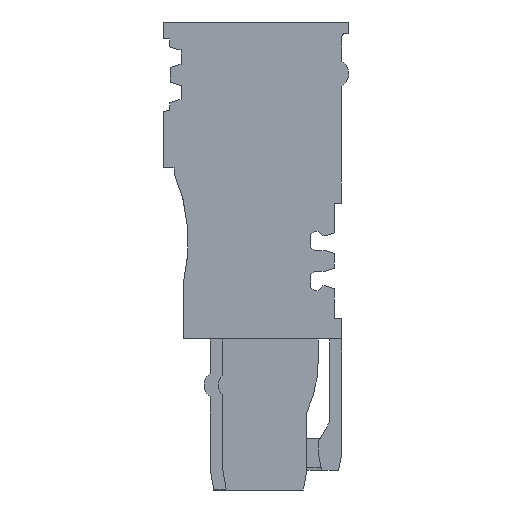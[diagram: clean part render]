
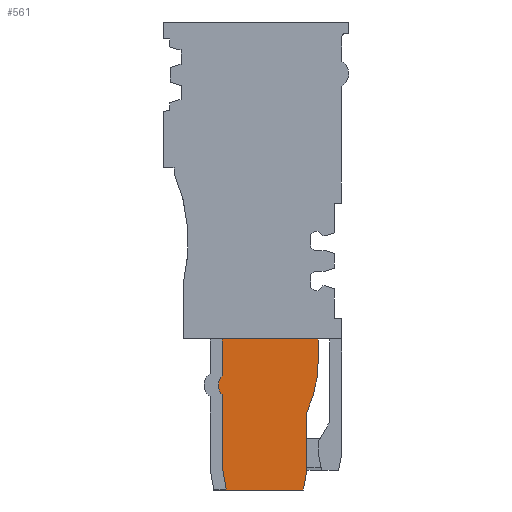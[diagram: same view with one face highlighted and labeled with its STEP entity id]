
A CAD part, left-side view. The second image highlights one B-rep face of the part: STEP entity #561.
In plain terms, the highlighted planar face has unit normal (-1, 0, 0).
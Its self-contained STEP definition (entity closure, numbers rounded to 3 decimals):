
#480=AXIS2_PLACEMENT_3D('Circle Axis2P3D',#478,#479,$) ;
#493=AXIS2_PLACEMENT_3D('Plane Axis2P3D',#490,#491,#492) ;
#506=AXIS2_PLACEMENT_3D('Circle Axis2P3D',#504,#505,$) ;
#160=CARTESIAN_POINT('Vertex',(0.7,3.65,6.755)) ;
#163=CARTESIAN_POINT('Line Origine',(0.7,3.65,4.228)) ;
#167=CARTESIAN_POINT('Vertex',(0.7,3.65,1.701)) ;
#475=CARTESIAN_POINT('Vertex',(0.7,2.65,11.337)) ;
#478=CARTESIAN_POINT('Axis2P3D Location',(0.7,13.686,11.345)) ;
#490=CARTESIAN_POINT('Axis2P3D Location',(0.7,13.686,11.345)) ;
#495=CARTESIAN_POINT('Line Origine',(0.7,11.,11.561)) ;
#499=CARTESIAN_POINT('Vertex',(0.7,11.,13.15)) ;
#501=CARTESIAN_POINT('Vertex',(0.7,11.,9.972)) ;
#504=CARTESIAN_POINT('Axis2P3D Location',(0.7,10.15,9.125)) ;
#508=CARTESIAN_POINT('Vertex',(0.7,11.,8.278)) ;
#511=CARTESIAN_POINT('Line Origine',(0.7,11.,5.097)) ;
#515=CARTESIAN_POINT('Vertex',(0.7,11.,1.916)) ;
#518=CARTESIAN_POINT('Line Origine',(0.7,10.831,0.958)) ;
#522=CARTESIAN_POINT('Vertex',(0.7,10.662,0.)) ;
#525=CARTESIAN_POINT('Line Origine',(0.7,7.306,0.)) ;
#529=CARTESIAN_POINT('Vertex',(0.7,3.95,0.)) ;
#532=CARTESIAN_POINT('Line Origine',(0.7,3.8,0.851)) ;
#537=CARTESIAN_POINT('Line Origine',(0.7,2.65,12.244)) ;
#541=CARTESIAN_POINT('Vertex',(0.7,2.65,13.15)) ;
#544=CARTESIAN_POINT('Line Origine',(0.7,6.825,13.15)) ;
#164=DIRECTION('Vector Direction',(0.,0.,-1.)) ;
#479=DIRECTION('Axis2P3D Direction',(-1.,-0.,-0.)) ;
#491=DIRECTION('Axis2P3D Direction',(1.,-0.,0.)) ;
#492=DIRECTION('Axis2P3D XDirection',(0.,0.,-1.)) ;
#496=DIRECTION('Vector Direction',(0.,0.,-1.)) ;
#505=DIRECTION('Axis2P3D Direction',(1.,-0.,0.)) ;
#512=DIRECTION('Vector Direction',(0.,0.,-1.)) ;
#519=DIRECTION('Vector Direction',(0.,-0.174,-0.985)) ;
#526=DIRECTION('Vector Direction',(0.,1.,0.)) ;
#533=DIRECTION('Vector Direction',(0.,0.174,-0.985)) ;
#538=DIRECTION('Vector Direction',(0.,0.,-1.)) ;
#545=DIRECTION('Vector Direction',(0.,1.,0.)) ;
#165=VECTOR('Line Direction',#164,1.) ;
#497=VECTOR('Line Direction',#496,1.) ;
#513=VECTOR('Line Direction',#512,1.) ;
#520=VECTOR('Line Direction',#519,1.) ;
#527=VECTOR('Line Direction',#526,1.) ;
#534=VECTOR('Line Direction',#533,1.) ;
#539=VECTOR('Line Direction',#538,1.) ;
#546=VECTOR('Line Direction',#545,1.) ;
#550=ORIENTED_EDGE('',*,*,#503,.T.) ;
#551=ORIENTED_EDGE('',*,*,#510,.F.) ;
#552=ORIENTED_EDGE('',*,*,#517,.T.) ;
#553=ORIENTED_EDGE('',*,*,#524,.T.) ;
#554=ORIENTED_EDGE('',*,*,#531,.F.) ;
#555=ORIENTED_EDGE('',*,*,#536,.F.) ;
#556=ORIENTED_EDGE('',*,*,#169,.F.) ;
#557=ORIENTED_EDGE('',*,*,#482,.F.) ;
#558=ORIENTED_EDGE('',*,*,#543,.F.) ;
#559=ORIENTED_EDGE('',*,*,#548,.T.) ;
#561=ADVANCED_FACE('GH_GN',(#560),#494,.F.) ;
#481=CIRCLE('generated circle',#480,11.036) ;
#507=CIRCLE('generated circle',#506,1.2) ;
#169=EDGE_CURVE('',#161,#168,#166,.T.) ;
#482=EDGE_CURVE('',#476,#161,#481,.F.) ;
#503=EDGE_CURVE('',#500,#502,#498,.T.) ;
#510=EDGE_CURVE('',#509,#502,#507,.T.) ;
#517=EDGE_CURVE('',#509,#516,#514,.T.) ;
#524=EDGE_CURVE('',#516,#523,#521,.T.) ;
#531=EDGE_CURVE('',#530,#523,#528,.T.) ;
#536=EDGE_CURVE('',#168,#530,#535,.T.) ;
#543=EDGE_CURVE('',#542,#476,#540,.T.) ;
#548=EDGE_CURVE('',#542,#500,#547,.T.) ;
#549=EDGE_LOOP('',(#550,#551,#552,#553,#554,#555,#556,#557,#558,#559)) ;
#560=FACE_OUTER_BOUND('',#549,.T.) ;
#166=LINE('Line',#163,#165) ;
#498=LINE('Line',#495,#497) ;
#514=LINE('Line',#511,#513) ;
#521=LINE('Line',#518,#520) ;
#528=LINE('Line',#525,#527) ;
#535=LINE('Line',#532,#534) ;
#540=LINE('Line',#537,#539) ;
#547=LINE('Line',#544,#546) ;
#494=PLANE('',#493) ;
#161=VERTEX_POINT('',#160) ;
#168=VERTEX_POINT('',#167) ;
#476=VERTEX_POINT('',#475) ;
#500=VERTEX_POINT('',#499) ;
#502=VERTEX_POINT('',#501) ;
#509=VERTEX_POINT('',#508) ;
#516=VERTEX_POINT('',#515) ;
#523=VERTEX_POINT('',#522) ;
#530=VERTEX_POINT('',#529) ;
#542=VERTEX_POINT('',#541) ;
